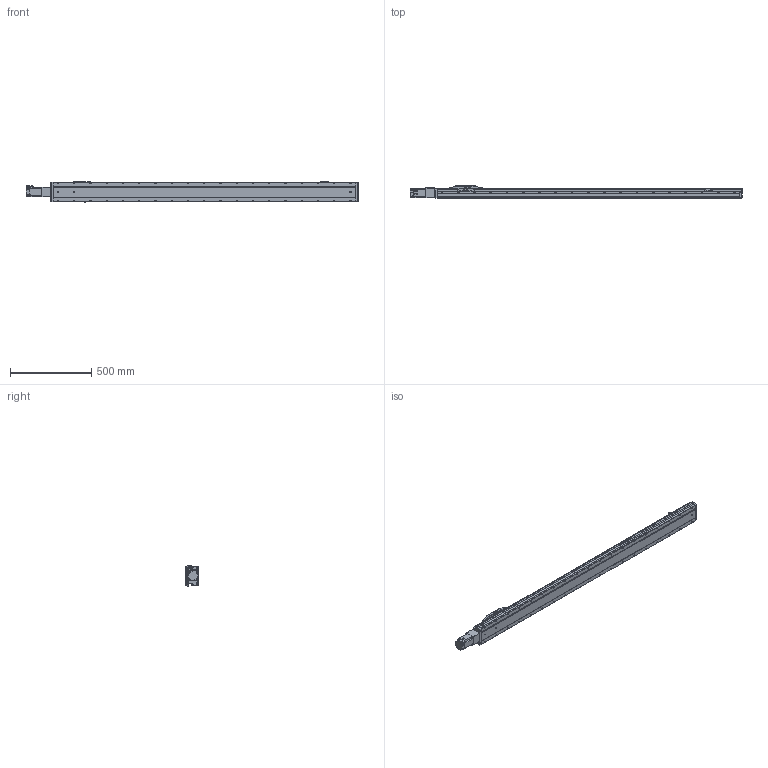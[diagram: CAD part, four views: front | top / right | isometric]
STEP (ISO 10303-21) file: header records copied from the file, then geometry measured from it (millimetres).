
FILE_DESCRIPTION (( 'STEP AP214' ), '1' );
FILE_NAME ('MTU120BC-16XLD-1500-XXXX.STEP', '2025-02-27T13:39:55', ( '' ), ( '' ), 'SwSTEP 2.0', 'SolidWorks 2022', '' );
FILE_SCHEMA (( 'AUTOMOTIVE_DESIGN' ));
Length unit declared in the file: millimetre
Products named in the file (11): MTU120-1500FANGTOOTH; MTU120BC-16XLD-1500-XXXX; FANG STICKER; MTU120-1500-3; MTU120-1500SENSOR; MTU120-1500-1; MTU120-1500-2; MTU120-1500CARRIAGE; MTU120-1500MOTOR; MTU120-1500SENSORPLATE; MTU120-1500-4
Assembly tree (14 placements, depth 2):
  MTU120BC-16XLD-1500-XXXX
    MTU120-1500-1
    MTU120-1500-2
    MTU120-1500-3
    MTU120-1500MOTOR
    MTU120-1500CARRIAGE
    MTU120-1500-4
    MTU120-1500SENSORPLATE  x3
    MTU120-1500SENSOR  x3
    MTU120-1500FANGTOOTH
    FANG STICKER
Bounding box: 2042.8 x 76 x 133.6 mm (x, y, z)
Volume: 12675877.3 mm3; surface area: 913236.8 mm2
Topology: 14 solids, 15 shells, 1979 faces, 5122 edges, 3327 vertices
Faces by surface type: plane 1167, cylinder 612, cone 146, torus 50, sphere 4
Entity records: 52909 total; most frequent: CARTESIAN_POINT 9485, DIRECTION 9098, ORIENTED_EDGE 8792, EDGE_CURVE 4396, VECTOR 3098, LINE 3098, AXIS2_PLACEMENT_3D 3000, VERTEX_POINT 2855
